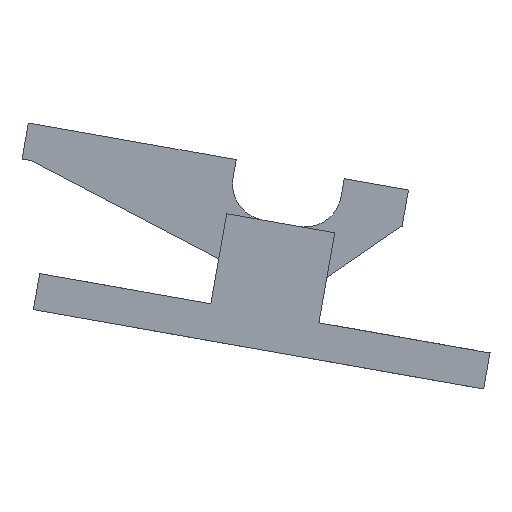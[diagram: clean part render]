
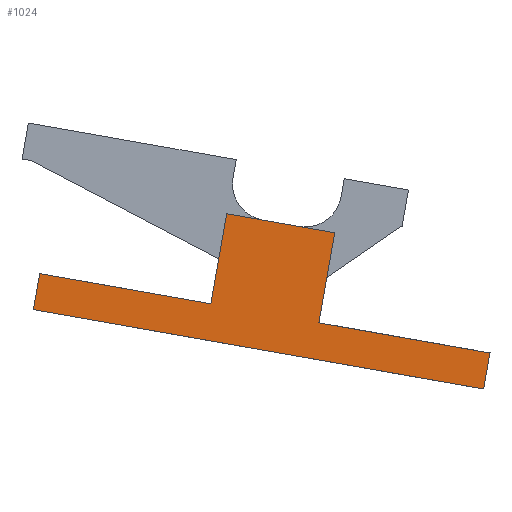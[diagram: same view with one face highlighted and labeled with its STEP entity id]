
A CAD part, left-side view. The second image highlights one B-rep face of the part: STEP entity #1024.
In plain terms, the highlighted planar face has unit normal (-1, 0, 0).
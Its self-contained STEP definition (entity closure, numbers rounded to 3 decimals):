
#59=PLANE('',#1102);
#109=FACE_OUTER_BOUND('',#165,.T.);
#165=EDGE_LOOP('',(#948,#949,#950,#951,#952,#953,#954,#955));
#175=LINE('',#1385,#305);
#214=LINE('',#1474,#344);
#236=LINE('',#1515,#366);
#277=LINE('',#1601,#407);
#282=LINE('',#1612,#412);
#289=LINE('',#1630,#419);
#296=LINE('',#1649,#426);
#297=LINE('',#1651,#427);
#305=VECTOR('',#1122,10.);
#344=VECTOR('',#1191,10.);
#366=VECTOR('',#1221,10.);
#407=VECTOR('',#1306,10.);
#412=VECTOR('',#1315,10.);
#419=VECTOR('',#1330,10.);
#426=VECTOR('',#1353,10.);
#427=VECTOR('',#1356,10.);
#450=VERTEX_POINT('',#1382);
#451=VERTEX_POINT('',#1384);
#486=VERTEX_POINT('',#1472);
#501=VERTEX_POINT('',#1514);
#524=VERTEX_POINT('',#1600);
#528=VERTEX_POINT('',#1610);
#534=VERTEX_POINT('',#1627);
#535=VERTEX_POINT('',#1629);
#547=EDGE_CURVE('',#451,#450,#175,.T.);
#592=EDGE_CURVE('',#486,#450,#214,.T.);
#614=EDGE_CURVE('',#501,#451,#236,.T.);
#655=EDGE_CURVE('',#501,#524,#277,.T.);
#661=EDGE_CURVE('',#528,#486,#282,.T.);
#670=EDGE_CURVE('',#534,#535,#289,.T.);
#680=EDGE_CURVE('',#534,#524,#296,.T.);
#681=EDGE_CURVE('',#535,#528,#297,.T.);
#948=ORIENTED_EDGE('',*,*,#547,.T.);
#949=ORIENTED_EDGE('',*,*,#592,.F.);
#950=ORIENTED_EDGE('',*,*,#661,.F.);
#951=ORIENTED_EDGE('',*,*,#681,.F.);
#952=ORIENTED_EDGE('',*,*,#670,.F.);
#953=ORIENTED_EDGE('',*,*,#680,.T.);
#954=ORIENTED_EDGE('',*,*,#655,.F.);
#955=ORIENTED_EDGE('',*,*,#614,.T.);
#1024=ADVANCED_FACE('',(#109),#59,.T.);
#1102=AXIS2_PLACEMENT_3D('',#1650,#1354,#1355);
#1122=DIRECTION('',(0.,0.985,0.174));
#1191=DIRECTION('',(0.,-0.174,0.985));
#1221=DIRECTION('',(0.,-0.174,0.985));
#1306=DIRECTION('',(0.,-0.985,-0.174));
#1315=DIRECTION('',(0.,-0.985,-0.174));
#1330=DIRECTION('',(0.,0.985,0.174));
#1353=DIRECTION('',(0.,-0.174,0.985));
#1354=DIRECTION('center_axis',(-1.,0.,0.));
#1355=DIRECTION('ref_axis',(0.,-0.985,-0.174));
#1356=DIRECTION('',(0.,-0.174,0.985));
#1382=CARTESIAN_POINT('',(31.493,36.248,-2.842));
#1384=CARTESIAN_POINT('',(31.493,30.339,-3.884));
#1385=CARTESIAN_POINT('',(31.493,39.449,-2.277));
#1472=CARTESIAN_POINT('',(31.493,37.116,-7.766));
#1474=CARTESIAN_POINT('',(31.493,37.116,-7.766));
#1514=CARTESIAN_POINT('',(31.493,31.207,-8.808));
#1515=CARTESIAN_POINT('',(31.493,31.207,-8.808));
#1600=CARTESIAN_POINT('',(31.493,21.852,-10.457));
#1601=CARTESIAN_POINT('',(31.493,21.852,-10.457));
#1610=CARTESIAN_POINT('',(31.493,46.472,-6.116));
#1612=CARTESIAN_POINT('',(31.493,21.852,-10.457));
#1627=CARTESIAN_POINT('',(31.493,22.199,-12.427));
#1629=CARTESIAN_POINT('',(31.493,46.819,-8.086));
#1630=CARTESIAN_POINT('',(31.493,22.199,-12.427));
#1649=CARTESIAN_POINT('',(31.493,22.199,-12.427));
#1650=CARTESIAN_POINT('Origin',(31.493,46.819,-8.086));
#1651=CARTESIAN_POINT('',(31.493,46.819,-8.086));
